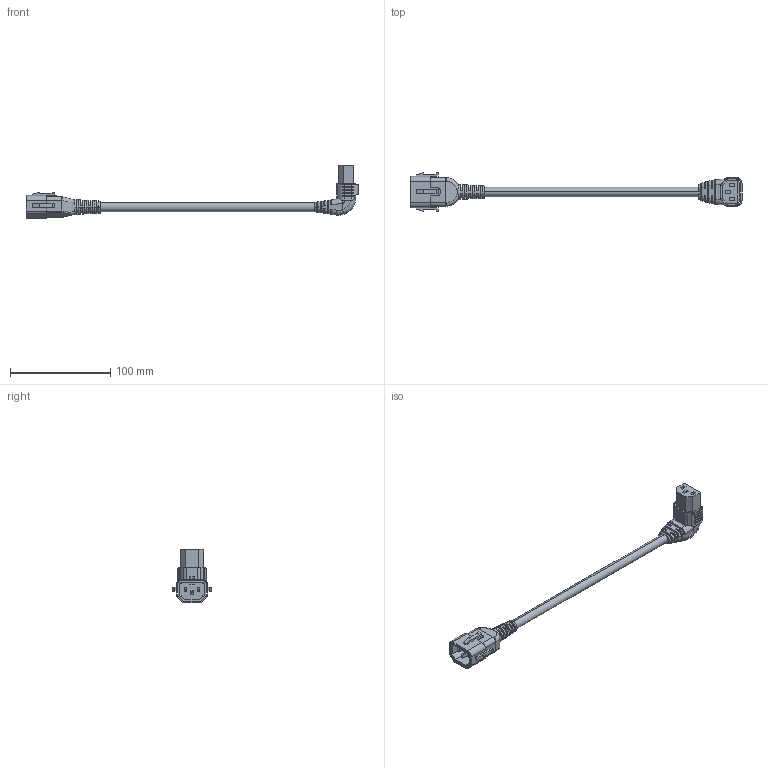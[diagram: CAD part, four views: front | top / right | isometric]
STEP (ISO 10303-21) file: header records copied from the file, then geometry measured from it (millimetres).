
FILE_DESCRIPTION (( 'STEP AP203' ), '1' );
FILE_NAME ('C14LC13LPU-15_3D.STEP', '2022-08-26T22:41:32', ( '' ), ( '' ), 'SwSTEP 2.0', 'SolidWorks 2021', '' );
FILE_SCHEMA (( 'CONFIG_CONTROL_DESIGN' ));
Length unit declared in the file: inch
Products named in the file (4): EN60320 C14 DUAL-LOCKING; EN60320-C13-UP; C14LC13LPU-15_3D; SJT14AWG3X_CORDAGE
Assembly tree (3 placements, depth 2):
  C14LC13LPU-15_3D
    EN60320 C14 DUAL-LOCKING
    EN60320-C13-UP
    SJT14AWG3X_CORDAGE
Bounding box: 331.95 x 38.7 x 53.57 mm (x, y, z)
Volume: 63269.7 mm3; surface area: 31192.6 mm2
Topology: 4 solids, 4 shells, 456 faces, 1240 edges, 812 vertices
Faces by surface type: plane 308, cylinder 115, bspline 25, torus 4, cone 2, sphere 2
Entity records: 16025 total; most frequent: CARTESIAN_POINT 4319, ORIENTED_EDGE 2480, DIRECTION 2231, EDGE_CURVE 1240, VERTEX_POINT 812, LINE 803, VECTOR 803, AXIS2_PLACEMENT_3D 714
